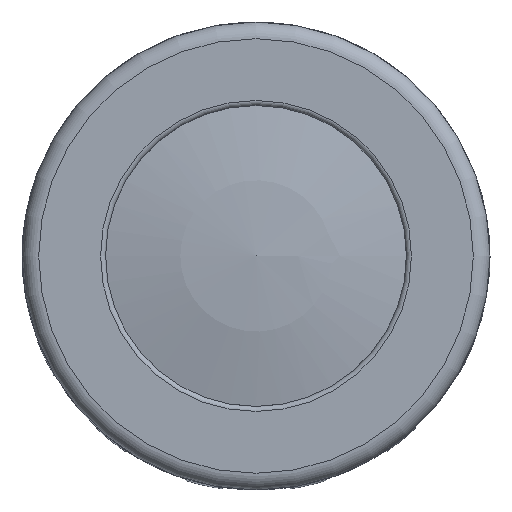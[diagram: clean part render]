
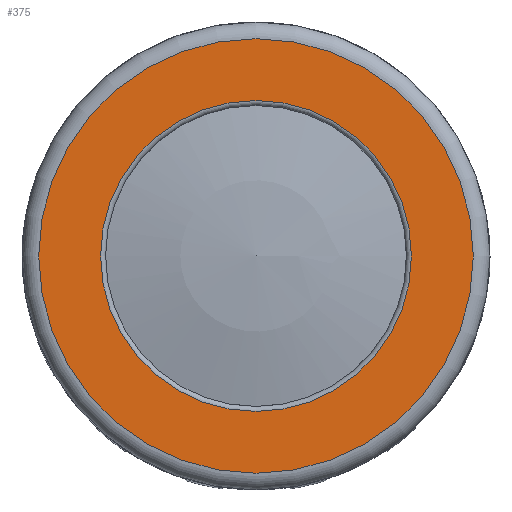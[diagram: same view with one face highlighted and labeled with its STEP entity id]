
A CAD part, top view. The second image highlights one B-rep face of the part: STEP entity #375.
In plain terms, the highlighted planar face has unit normal (0, 0, 1).
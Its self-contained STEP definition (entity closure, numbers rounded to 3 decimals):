
#375 = ADVANCED_FACE( '', ( #821, #822 ), #823, .F. );
#821 = FACE_BOUND( '', #1326, .T. );
#822 = FACE_OUTER_BOUND( '', #1327, .T. );
#823 = PLANE( '', #1328 );
#1326 = EDGE_LOOP( '', ( #2478 ) );
#1327 = EDGE_LOOP( '', ( #2479 ) );
#1328 = AXIS2_PLACEMENT_3D( '', #2480, #2481, #2482 );
#2478 = ORIENTED_EDGE( '', *, *, #3399, .T. );
#2479 = ORIENTED_EDGE( '', *, *, #3400, .T. );
#2480 = CARTESIAN_POINT( '', ( 0., 13., 87.5 ) );
#2481 = DIRECTION( '', ( 0., 0., -1. ) );
#2482 = DIRECTION( '', ( -1., 0., 0. ) );
#3399 = EDGE_CURVE( '', #4223, #4223, #4224, .T. );
#3400 = EDGE_CURVE( '', #4225, #4225, #4226, .T. );
#4223 = VERTEX_POINT( '', #6034 );
#4224 = CIRCLE( '', #6035, 9.3 );
#4225 = VERTEX_POINT( '', #6036 );
#4226 = CIRCLE( '', #6037, 13. );
#6034 = CARTESIAN_POINT( '', ( -9.3, 0., 87.5 ) );
#6035 = AXIS2_PLACEMENT_3D( '', #6669, #6670, #6671 );
#6036 = CARTESIAN_POINT( '', ( 13., 0., 87.5 ) );
#6037 = AXIS2_PLACEMENT_3D( '', #6672, #6673, #6674 );
#6669 = CARTESIAN_POINT( '', ( 0., 0., 87.5 ) );
#6670 = DIRECTION( '', ( 0., 0., -1. ) );
#6671 = DIRECTION( '', ( -1., 0., 0. ) );
#6672 = CARTESIAN_POINT( '', ( 0., 0., 87.5 ) );
#6673 = DIRECTION( '', ( 0., 0., 1. ) );
#6674 = DIRECTION( '', ( 1., 0., 0. ) );
